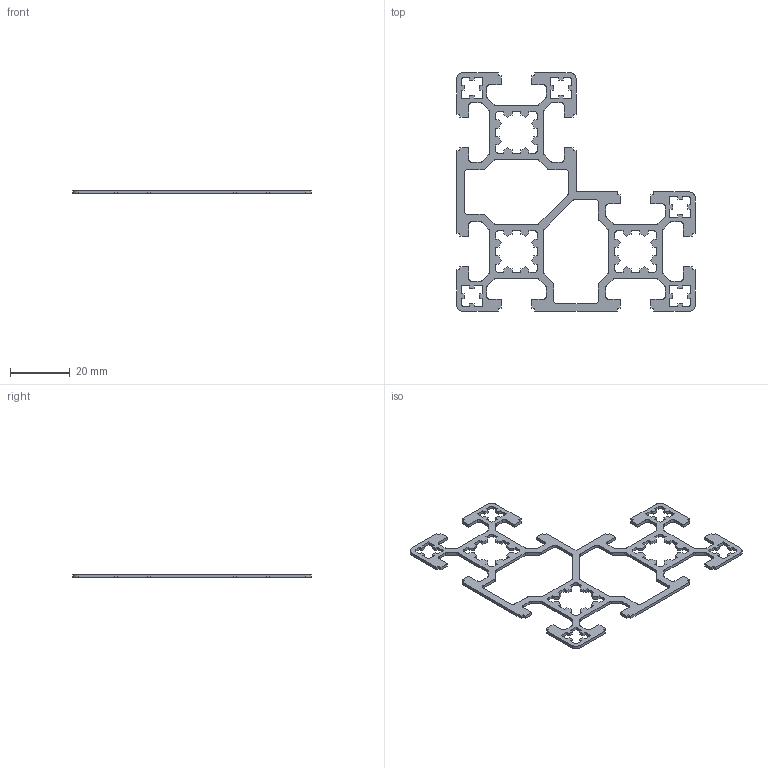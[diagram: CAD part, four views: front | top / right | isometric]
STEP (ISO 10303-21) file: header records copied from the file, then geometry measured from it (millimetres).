
FILE_DESCRIPTION(/* description */ ('Profilo 80x80 angolare'),/* implementation_level */ '2;1');
FILE_NAME(/* name */ 'PG8080A.stp',/* time_stamp */ '2021-02-19T16:37:31+01:00',/* author */ ('omnitec'),/* organization */ (''),/* preprocessor_version */ 'ST-DEVELOPER v18.1',/* originating_system */ 'Autodesk Inventor 2021',/* authorisation */ '');
FILE_SCHEMA (('AUTOMOTIVE_DESIGN { 1 0 10303 214 3 1 1 }'));
Length unit declared in the file: millimetre
Products named in the file (1): PG8080A---1,0
Bounding box: 80 x 80 x 1 mm (x, y, z)
Volume: 1442.9 mm3; surface area: 4103.1 mm2
Topology: 1 solids, 1 shells, 466 faces, 1392 edges, 928 vertices
Faces by surface type: plane 350, cylinder 116
Entity records: 15649 total; most frequent: CARTESIAN_POINT 2787, ORIENTED_EDGE 2784, DIRECTION 2558, EDGE_CURVE 1392, LINE 1160, VECTOR 1160, VERTEX_POINT 928, AXIS2_PLACEMENT_3D 699
